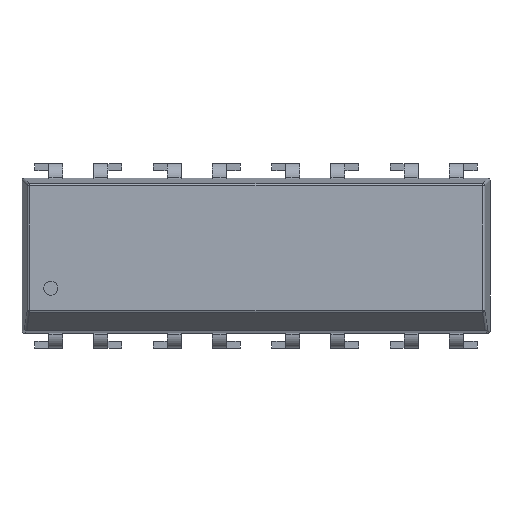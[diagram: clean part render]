
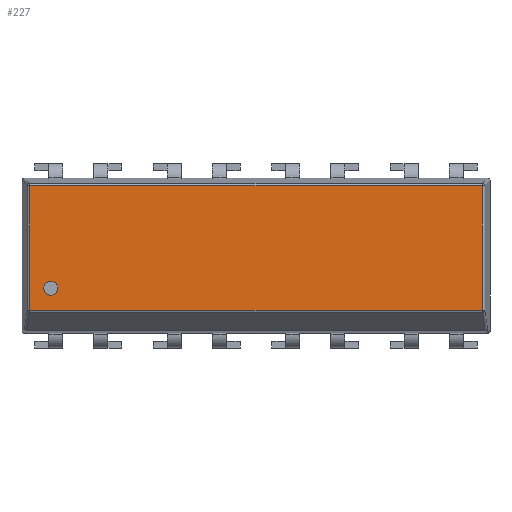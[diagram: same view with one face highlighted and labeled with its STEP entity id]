
A CAD part, top view. The second image highlights one B-rep face of the part: STEP entity #227.
In plain terms, the highlighted planar face has unit normal (0, 0, 1).
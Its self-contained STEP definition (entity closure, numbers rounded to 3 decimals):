
#227=ADVANCED_FACE('',(#3924,#3926),#3928,.T.);
#3924=FACE_BOUND('',#3925,.T.);
#3925=EDGE_LOOP('',(#6771,#6772,#6773,#6774));
#3926=FACE_BOUND('',#3927,.T.);
#3927=EDGE_LOOP('',(#6775));
#3928=PLANE('',#3929);
#3929=AXIS2_PLACEMENT_3D('',#3930,#3931,#3932);
#3930=CARTESIAN_POINT('',(0.,0.,4.6));
#3931=DIRECTION('',(0.,0.,1.));
#3932=DIRECTION('',(1.,0.,0.));
#6771=ORIENTED_EDGE('',*,*,#8597,.T.);
#6772=ORIENTED_EDGE('',*,*,#8598,.T.);
#6773=ORIENTED_EDGE('',*,*,#8599,.T.);
#6774=ORIENTED_EDGE('',*,*,#8600,.T.);
#6775=ORIENTED_EDGE('',*,*,#8596,.F.);
#8596=EDGE_CURVE('',#9509,#9509,#9510,.T.);
#8597=EDGE_CURVE('',#9511,#9512,#9513,.T.);
#8598=EDGE_CURVE('',#9512,#9514,#9515,.T.);
#8599=EDGE_CURVE('',#9514,#9516,#9517,.T.);
#8600=EDGE_CURVE('',#9516,#9511,#9518,.F.);
#9509=VERTEX_POINT('',#10977);
#9510=CIRCLE('',#10978,0.3);
#9511=VERTEX_POINT('',#10982);
#9512=VERTEX_POINT('',#10983);
#9513=LINE('',#10984,#10985);
#9514=VERTEX_POINT('',#10987);
#9515=LINE('',#10988,#10989);
#9516=VERTEX_POINT('',#10991);
#9517=LINE('',#10992,#10993);
#9518=LINE('',#10995,#10996);
#10977=CARTESIAN_POINT('',(0.388,2.418,4.6));
#10978=AXIS2_PLACEMENT_3D('',#10979,#10980,#10981);
#10979=CARTESIAN_POINT('',(0.088,2.418,4.6));
#10980=DIRECTION('',(0.,0.,1.));
#10981=DIRECTION('',(1.,0.,0.));
#10982=CARTESIAN_POINT('',(18.603,1.465,4.6));
#10983=CARTESIAN_POINT('',(18.603,6.813,4.6));
#10984=CARTESIAN_POINT('',(18.603,1.465,4.6));
#10985=VECTOR('',#10986,1.);
#10986=DIRECTION('',(0.,1.,0.));
#10987=CARTESIAN_POINT('',(-0.823,6.813,4.6));
#10988=CARTESIAN_POINT('',(18.603,6.813,4.6));
#10989=VECTOR('',#10990,1.);
#10990=DIRECTION('',(-1.,0.,0.));
#10991=CARTESIAN_POINT('',(-0.823,1.465,4.6));
#10992=CARTESIAN_POINT('',(-0.823,6.813,4.6));
#10993=VECTOR('',#10994,1.);
#10994=DIRECTION('',(0.,-1.,0.));
#10995=CARTESIAN_POINT('',(18.603,1.465,4.6));
#10996=VECTOR('',#10997,1.);
#10997=DIRECTION('',(-1.,0.,0.));
